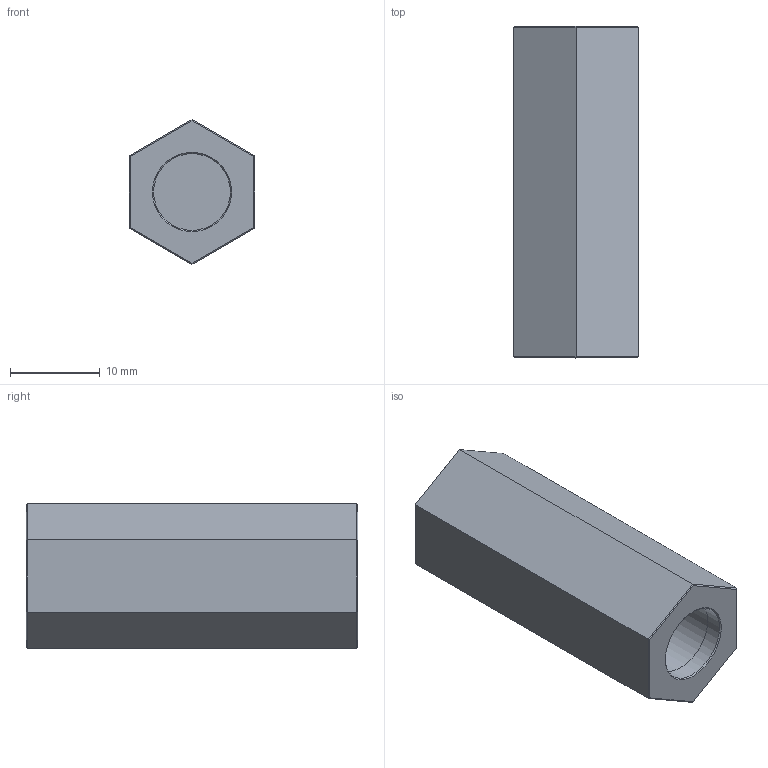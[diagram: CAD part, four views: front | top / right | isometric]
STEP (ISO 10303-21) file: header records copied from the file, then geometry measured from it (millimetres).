
FILE_DESCRIPTION(/* description */ ('Unknown'),/* implementation_level */ '2;1');
FILE_NAME(/* name */ '6.07.18',/* time_stamp */ '2018-09-06T10:43:53-04:00',/* author */ ('Unknown'),/* organization */ ('Unknown'),/* preprocessor_version */ 'ST-DEVELOPER v16.7',/* originating_system */ 'DEX',/* authorisation */ $);
FILE_SCHEMA (('AUTOMOTIVE_DESIGN {1 0 10303 214 3 1 1}'));
Length unit declared in the file: millimetre
Products named in the file (1): 6.07.18
Bounding box: 14 x 37 x 16.17 mm (x, y, z)
Volume: 5149.6 mm3; surface area: 2649.9 mm2
Topology: 1 solids, 1 shells, 28 faces, 57 edges, 33 vertices
Faces by surface type: plane 22, cylinder 4, cone 2
Full cylindrical faces by diameter (mm): 8.566 x4
Entity records: 890 total; most frequent: DIRECTION 116, CARTESIAN_POINT 111, ORIENTED_EDGE 100, EDGE_CURVE 50, LINE 42, VECTOR 42, AXIS2_PLACEMENT_3D 37, EDGE_LOOP 36
